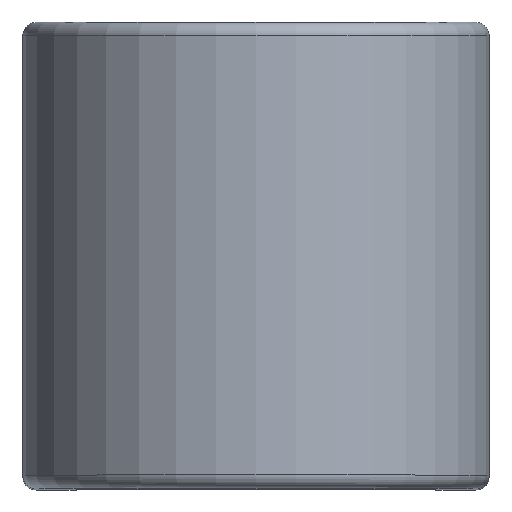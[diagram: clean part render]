
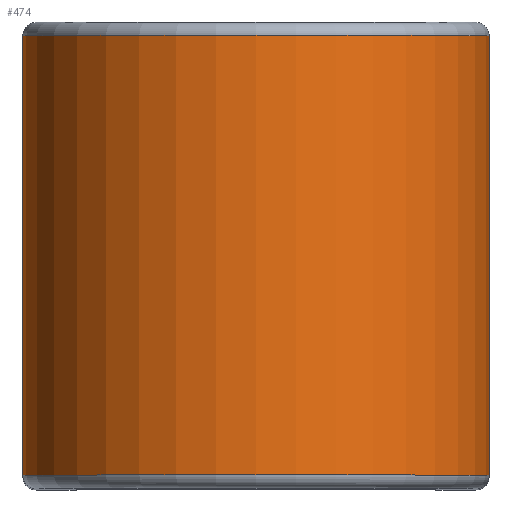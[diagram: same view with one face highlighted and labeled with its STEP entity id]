
A CAD part, top view. The second image highlights one B-rep face of the part: STEP entity #474.
In plain terms, the highlighted cylindrical face has radius 35 mm (diameter 70 mm), a partial arc.
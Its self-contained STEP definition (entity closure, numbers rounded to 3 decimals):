
#39=CIRCLE('',#527,35.);
#44=CIRCLE('',#536,35.);
#83=FACE_OUTER_BOUND('',#116,.T.);
#116=EDGE_LOOP('',(#418,#419,#420,#421));
#159=LINE('',#918,#190);
#163=LINE('',#934,#194);
#190=VECTOR('',#673,10.);
#194=VECTOR('',#693,10.);
#220=VERTEX_POINT('',#825);
#223=VERTEX_POINT('',#845);
#224=VERTEX_POINT('',#863);
#228=VERTEX_POINT('',#905);
#277=EDGE_CURVE('',#223,#224,#39,.T.);
#285=EDGE_CURVE('',#228,#220,#44,.T.);
#291=EDGE_CURVE('',#228,#224,#159,.T.);
#299=EDGE_CURVE('',#220,#223,#163,.T.);
#418=ORIENTED_EDGE('',*,*,#285,.F.);
#419=ORIENTED_EDGE('',*,*,#291,.T.);
#420=ORIENTED_EDGE('',*,*,#277,.F.);
#421=ORIENTED_EDGE('',*,*,#299,.F.);
#447=CYLINDRICAL_SURFACE('',#550,35.);
#474=ADVANCED_FACE('',(#83),#447,.T.);
#527=AXIS2_PLACEMENT_3D('',#865,#637,#638);
#536=AXIS2_PLACEMENT_3D('',#907,#656,#657);
#550=AXIS2_PLACEMENT_3D('',#933,#691,#692);
#637=DIRECTION('center_axis',(0.,1.,0.));
#638=DIRECTION('ref_axis',(0.,0.,1.));
#656=DIRECTION('center_axis',(0.,-1.,0.));
#657=DIRECTION('ref_axis',(0.,0.,1.));
#673=DIRECTION('',(0.,1.,0.));
#691=DIRECTION('center_axis',(0.,1.,0.));
#692=DIRECTION('ref_axis',(-1.,0.,0.));
#693=DIRECTION('',(0.,1.,0.));
#825=CARTESIAN_POINT('',(-35.,2.,0.));
#845=CARTESIAN_POINT('',(-35.,68.,0.));
#863=CARTESIAN_POINT('',(35.,68.,0.));
#865=CARTESIAN_POINT('Origin',(0.,68.,0.));
#905=CARTESIAN_POINT('',(35.,2.,0.));
#907=CARTESIAN_POINT('Origin',(0.,2.,0.));
#918=CARTESIAN_POINT('',(35.,0.,0.));
#933=CARTESIAN_POINT('Origin',(0.,0.,0.));
#934=CARTESIAN_POINT('',(-35.,0.,0.));
